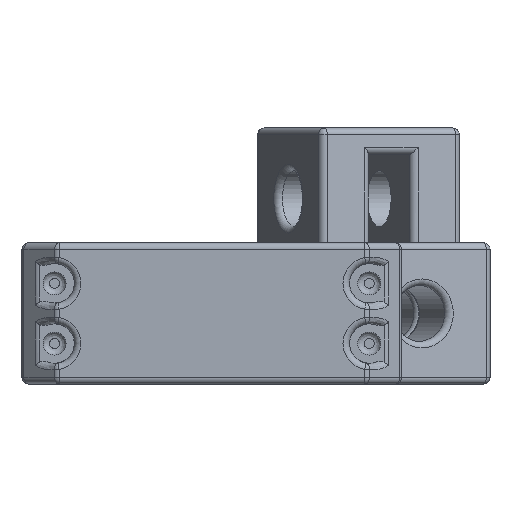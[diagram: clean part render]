
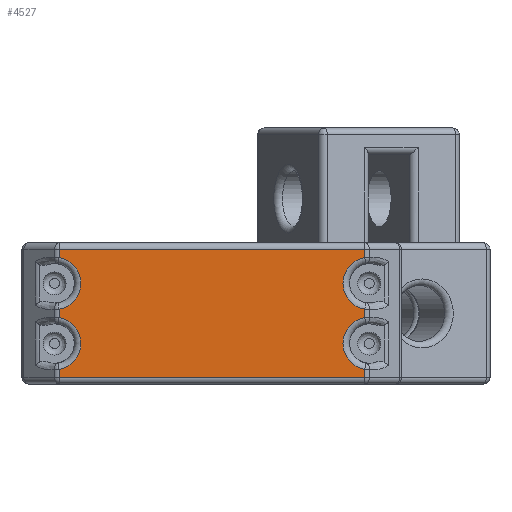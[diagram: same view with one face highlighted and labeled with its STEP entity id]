
A CAD part, front view. The second image highlights one B-rep face of the part: STEP entity #4527.
In plain terms, the highlighted planar face has unit normal (0, -1, 0).
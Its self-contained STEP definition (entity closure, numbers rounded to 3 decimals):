
#236=PLANE('',#5124);
#436=LINE('',#7800,#727);
#437=LINE('',#7816,#728);
#440=LINE('',#7820,#731);
#442=LINE('',#7844,#733);
#443=LINE('',#7860,#734);
#466=LINE('',#7934,#757);
#471=LINE('',#8042,#762);
#476=LINE('',#8190,#767);
#727=VECTOR('',#6243,10.);
#728=VECTOR('',#6262,10.);
#731=VECTOR('',#6267,10.);
#733=VECTOR('',#6295,10.);
#734=VECTOR('',#6314,10.);
#757=VECTOR('',#6411,10.);
#762=VECTOR('',#6442,10.);
#767=VECTOR('',#6463,10.);
#1218=FACE_OUTER_BOUND('',#1544,.T.);
#1544=EDGE_LOOP('',(#3936,#3937,#3938,#3939,#3940,#3941,#3942,#3943,#3944,
#3945,#3946,#3947));
#1811=CIRCLE('',#4995,4.);
#1819=CIRCLE('',#5008,4.);
#1866=CIRCLE('',#5091,4.);
#1868=CIRCLE('',#5098,4.);
#2136=VERTEX_POINT('',#7697);
#2141=VERTEX_POINT('',#7707);
#2142=VERTEX_POINT('',#7711);
#2148=VERTEX_POINT('',#7768);
#2153=VERTEX_POINT('',#7778);
#2156=VERTEX_POINT('',#7788);
#2157=VERTEX_POINT('',#7792);
#2160=VERTEX_POINT('',#7802);
#2165=VERTEX_POINT('',#7812);
#2168=VERTEX_POINT('',#7825);
#2174=VERTEX_POINT('',#7839);
#2178=VERTEX_POINT('',#7853);
#2676=EDGE_CURVE('',#2142,#2136,#1811,.T.);
#2688=EDGE_CURVE('',#2141,#2153,#1819,.T.);
#2697=EDGE_CURVE('',#2157,#2142,#436,.T.);
#2704=EDGE_CURVE('',#2153,#2165,#437,.T.);
#2707=EDGE_CURVE('',#2165,#2157,#440,.T.);
#2718=EDGE_CURVE('',#2160,#2174,#442,.T.);
#2725=EDGE_CURVE('',#2178,#2168,#443,.T.);
#2766=EDGE_CURVE('',#2174,#2178,#466,.T.);
#2771=EDGE_CURVE('',#2168,#2156,#1866,.T.);
#2781=EDGE_CURVE('',#2148,#2160,#1868,.T.);
#2783=EDGE_CURVE('',#2156,#2141,#471,.T.);
#2800=EDGE_CURVE('',#2136,#2148,#476,.T.);
#3936=ORIENTED_EDGE('',*,*,#2725,.F.);
#3937=ORIENTED_EDGE('',*,*,#2766,.F.);
#3938=ORIENTED_EDGE('',*,*,#2718,.F.);
#3939=ORIENTED_EDGE('',*,*,#2781,.F.);
#3940=ORIENTED_EDGE('',*,*,#2800,.F.);
#3941=ORIENTED_EDGE('',*,*,#2676,.F.);
#3942=ORIENTED_EDGE('',*,*,#2697,.F.);
#3943=ORIENTED_EDGE('',*,*,#2707,.F.);
#3944=ORIENTED_EDGE('',*,*,#2704,.F.);
#3945=ORIENTED_EDGE('',*,*,#2688,.F.);
#3946=ORIENTED_EDGE('',*,*,#2783,.F.);
#3947=ORIENTED_EDGE('',*,*,#2771,.F.);
#4527=ADVANCED_FACE('',(#1218),#236,.T.);
#4995=AXIS2_PLACEMENT_3D('',#7718,#6194,#6195);
#5008=AXIS2_PLACEMENT_3D('',#7782,#6220,#6221);
#5091=AXIS2_PLACEMENT_3D('',#7942,#6422,#6423);
#5098=AXIS2_PLACEMENT_3D('',#8039,#6436,#6437);
#5124=AXIS2_PLACEMENT_3D('',#8302,#6500,#6501);
#6194=DIRECTION('center_axis',(0.,-1.,0.));
#6195=DIRECTION('ref_axis',(1.,0.,0.));
#6220=DIRECTION('center_axis',(0.,-1.,0.));
#6221=DIRECTION('ref_axis',(-1.,0.,0.));
#6243=DIRECTION('',(0.,0.,1.));
#6262=DIRECTION('',(0.,0.,-1.));
#6267=DIRECTION('',(-1.,0.,0.));
#6295=DIRECTION('',(0.,0.,1.));
#6314=DIRECTION('',(0.,0.,-1.));
#6411=DIRECTION('',(1.,0.,0.));
#6422=DIRECTION('center_axis',(0.,-1.,0.));
#6423=DIRECTION('ref_axis',(-1.,0.,0.));
#6436=DIRECTION('center_axis',(0.,-1.,0.));
#6437=DIRECTION('ref_axis',(1.,0.,0.));
#6442=DIRECTION('',(0.,0.,-1.));
#6463=DIRECTION('',(0.,0.,1.));
#6500=DIRECTION('center_axis',(0.,-1.,0.));
#6501=DIRECTION('ref_axis',(1.,0.,0.));
#7697=CARTESIAN_POINT('',(-4.282,-9.928,-0.642));
#7707=CARTESIAN_POINT('',(42.282,-9.928,-0.642));
#7711=CARTESIAN_POINT('',(-4.282,-9.928,-8.525));
#7718=CARTESIAN_POINT('Origin',(-4.964,-9.928,-4.583));
#7768=CARTESIAN_POINT('',(-4.282,-9.928,0.642));
#7778=CARTESIAN_POINT('',(42.282,-9.928,-8.525));
#7782=CARTESIAN_POINT('Origin',(42.964,-9.928,-4.583));
#7788=CARTESIAN_POINT('',(42.282,-9.928,0.642));
#7792=CARTESIAN_POINT('',(-4.282,-9.928,-9.75));
#7800=CARTESIAN_POINT('',(-4.282,-9.928,0.));
#7802=CARTESIAN_POINT('',(-4.282,-9.928,8.525));
#7812=CARTESIAN_POINT('',(42.282,-9.928,-9.75));
#7816=CARTESIAN_POINT('',(42.282,-9.928,0.));
#7820=CARTESIAN_POINT('',(7.152,-9.928,-9.75));
#7825=CARTESIAN_POINT('',(42.282,-9.928,8.525));
#7839=CARTESIAN_POINT('',(-4.282,-9.928,9.75));
#7844=CARTESIAN_POINT('',(-4.282,-9.928,0.));
#7853=CARTESIAN_POINT('',(42.282,-9.928,9.75));
#7860=CARTESIAN_POINT('',(42.282,-9.928,0.));
#7934=CARTESIAN_POINT('',(7.152,-9.928,9.75));
#7942=CARTESIAN_POINT('Origin',(42.964,-9.928,4.583));
#8039=CARTESIAN_POINT('Origin',(-4.964,-9.928,4.583));
#8042=CARTESIAN_POINT('',(42.282,-9.928,0.));
#8190=CARTESIAN_POINT('',(-4.282,-9.928,0.));
#8302=CARTESIAN_POINT('Origin',(-4.696,-9.928,0.));
